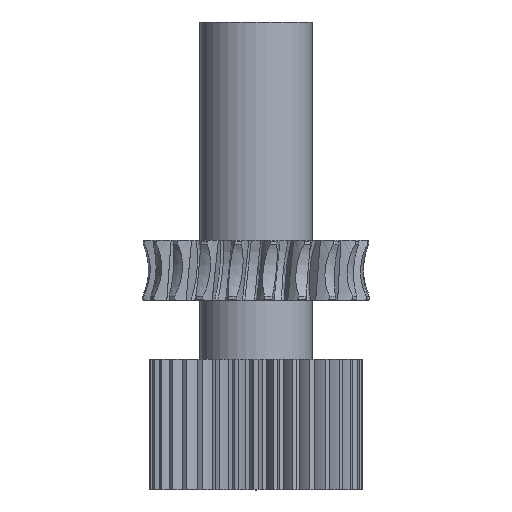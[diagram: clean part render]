
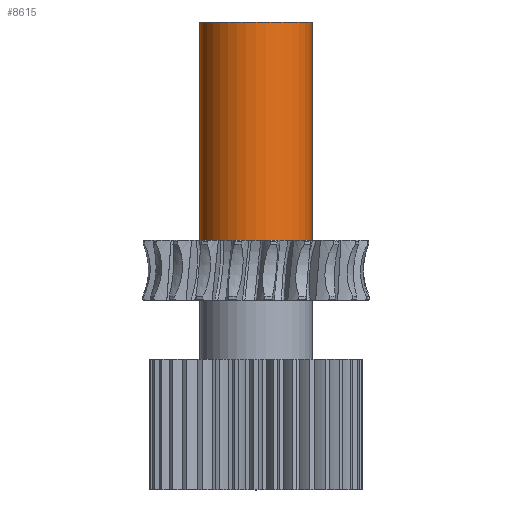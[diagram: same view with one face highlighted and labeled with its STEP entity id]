
A CAD part, top view. The second image highlights one B-rep face of the part: STEP entity #8615.
In plain terms, the highlighted cylindrical face has radius 0.95 mm (diameter 1.9 mm), a full revolution.
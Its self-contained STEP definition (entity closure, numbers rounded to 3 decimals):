
#297=CYLINDRICAL_SURFACE('',#9622,0.95);
#767=FACE_OUTER_BOUND('',#1237,.T.);
#1237=EDGE_LOOP('',(#7373,#7374,#7375,#7376));
#1619=CIRCLE('',#8951,0.95);
#1844=CIRCLE('',#9621,0.95);
#2621=LINE('',#16692,#3001);
#3001=VECTOR('',#11986,0.95);
#3379=VERTEX_POINT('',#13612);
#3784=VERTEX_POINT('',#16689);
#4299=EDGE_CURVE('',#3379,#3379,#1619,.F.);
#5026=EDGE_CURVE('',#3784,#3784,#1844,.T.);
#5027=EDGE_CURVE('',#3379,#3784,#2621,.T.);
#7373=ORIENTED_EDGE('',*,*,#4299,.F.);
#7374=ORIENTED_EDGE('',*,*,#5027,.T.);
#7375=ORIENTED_EDGE('',*,*,#5026,.F.);
#7376=ORIENTED_EDGE('',*,*,#5027,.F.);
#8615=ADVANCED_FACE('',(#767),#297,.T.);
#8951=AXIS2_PLACEMENT_3D('',#13613,#10440,#10441);
#9621=AXIS2_PLACEMENT_3D('',#16690,#11982,#11983);
#9622=AXIS2_PLACEMENT_3D('',#16691,#11984,#11985);
#10440=DIRECTION('center_axis',(0.,1.,0.));
#10441=DIRECTION('ref_axis',(0.,0.,1.));
#11982=DIRECTION('center_axis',(0.,1.,0.));
#11983=DIRECTION('ref_axis',(0.,0.,1.));
#11984=DIRECTION('center_axis',(0.,-1.,0.));
#11985=DIRECTION('ref_axis',(0.,0.,-1.));
#11986=DIRECTION('',(0.,1.,0.));
#13612=CARTESIAN_POINT('',(0.,17.749,0.95));
#13613=CARTESIAN_POINT('Origin',(0.,17.749,
0.));
#16689=CARTESIAN_POINT('',(0.,21.433,0.95));
#16690=CARTESIAN_POINT('Origin',(0.,21.433,
0.));
#16691=CARTESIAN_POINT('Origin',(0.,21.433,
0.));
#16692=CARTESIAN_POINT('',(0.,21.433,0.95));
